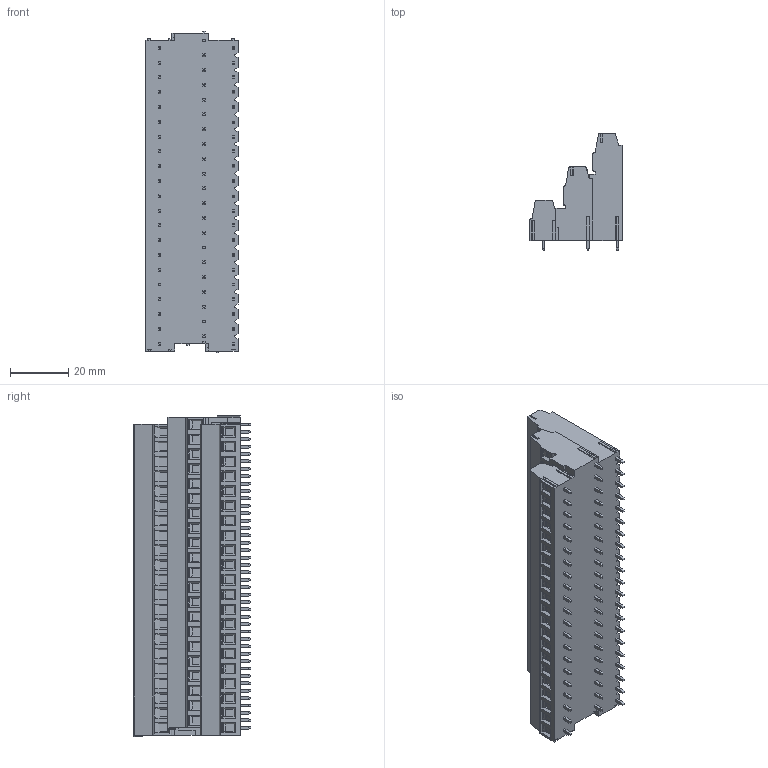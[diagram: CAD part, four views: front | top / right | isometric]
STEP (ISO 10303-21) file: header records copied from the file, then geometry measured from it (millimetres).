
FILE_DESCRIPTION((''),'2;1');
FILE_NAME('TL338VH3R-XXP-XS','2025-02-26T',('yanfa'),(''),'PRO/ENGINEER BY PARAMETRIC TECHNOLOGY CORPORATION, 2009280','PRO/ENGINEER BY PARAMETRIC TECHNOLOGY CORPORATION, 2009280','');
FILE_SCHEMA(('AUTOMOTIVE_DESIGN_CC2 { 1 2 10303 214 -1 1 5 2 }'));
Products named in the file (1): TL338VH3R-XXP-XS
Bounding box: 31.8 x 40.3 x 110.37 mm (x, y, z)
Volume: 74439.3 mm3; surface area: 23173.6 mm2
Topology: 1 solids, 1 shells, 3067 faces, 7557 edges, 4682 vertices
Faces by surface type: plane 1980, cylinder 627, cone 252, torus 126, sphere 82
Entity records: 90313 total; most frequent: CARTESIAN_POINT 17826, ORIENTED_EDGE 15034, DIRECTION 14859, EDGE_CURVE 7517, VECTOR 5385, LINE 5385, AXIS2_PLACEMENT_3D 4737, VERTEX_POINT 4682
